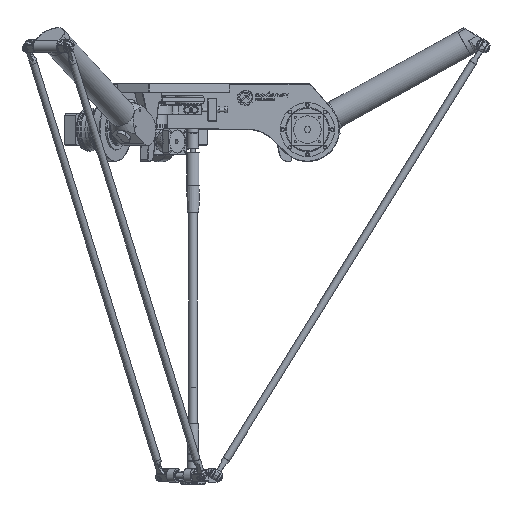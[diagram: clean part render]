
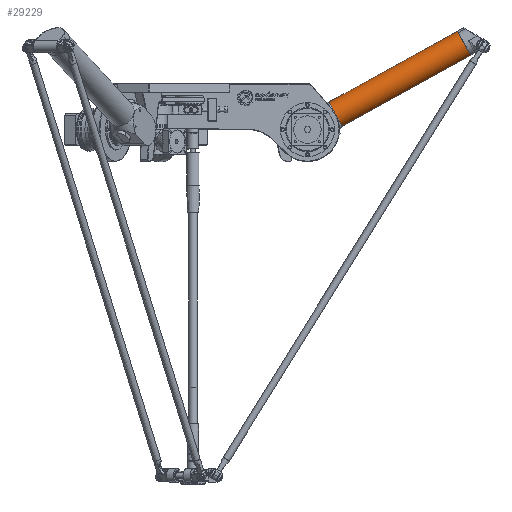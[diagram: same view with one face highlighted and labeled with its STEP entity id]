
A CAD part, front view. The second image highlights one B-rep face of the part: STEP entity #29229.
In plain terms, the highlighted cylindrical face has radius 30 mm (diameter 60 mm), a full revolution.
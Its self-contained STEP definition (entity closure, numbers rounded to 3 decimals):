
#993=FACE_BOUND('',#6482,.T.);
#4145=FACE_OUTER_BOUND('',#6481,.T.);
#6481=EDGE_LOOP('',(#26600));
#6482=EDGE_LOOP('',(#26601));
#12639=CIRCLE('',#32400,30.);
#12644=CIRCLE('',#32408,30.);
#15227=VERTEX_POINT('',#57190);
#15232=VERTEX_POINT('',#57203);
#19047=EDGE_CURVE('',#15227,#15227,#12639,.T.);
#19052=EDGE_CURVE('',#15232,#15232,#12644,.T.);
#26600=ORIENTED_EDGE('',*,*,#19047,.T.);
#26601=ORIENTED_EDGE('',*,*,#19052,.T.);
#27522=CYLINDRICAL_SURFACE('',#32425,30.);
#29229=ADVANCED_FACE('',(#4145,#993),#27522,.T.);
#32400=AXIS2_PLACEMENT_3D('',#57191,#40620,#40621);
#32408=AXIS2_PLACEMENT_3D('',#57204,#40636,#40637);
#32425=AXIS2_PLACEMENT_3D('',#57229,#40671,#40672);
#40620=DIRECTION('center_axis',(0.,0.,-1.));
#40621=DIRECTION('ref_axis',(-1.,0.,0.));
#40636=DIRECTION('center_axis',(0.,0.,1.));
#40637=DIRECTION('ref_axis',(-1.,0.,0.));
#40671=DIRECTION('center_axis',(0.,0.,1.));
#40672=DIRECTION('ref_axis',(-1.,0.,0.));
#57190=CARTESIAN_POINT('',(0.,-30.,225.998));
#57191=CARTESIAN_POINT('Origin',(0.,0.,225.998));
#57203=CARTESIAN_POINT('',(0.,-30.,-94.9));
#57204=CARTESIAN_POINT('Origin',(0.,0.,-94.9));
#57229=CARTESIAN_POINT('Origin',(0.,0.,0.));
